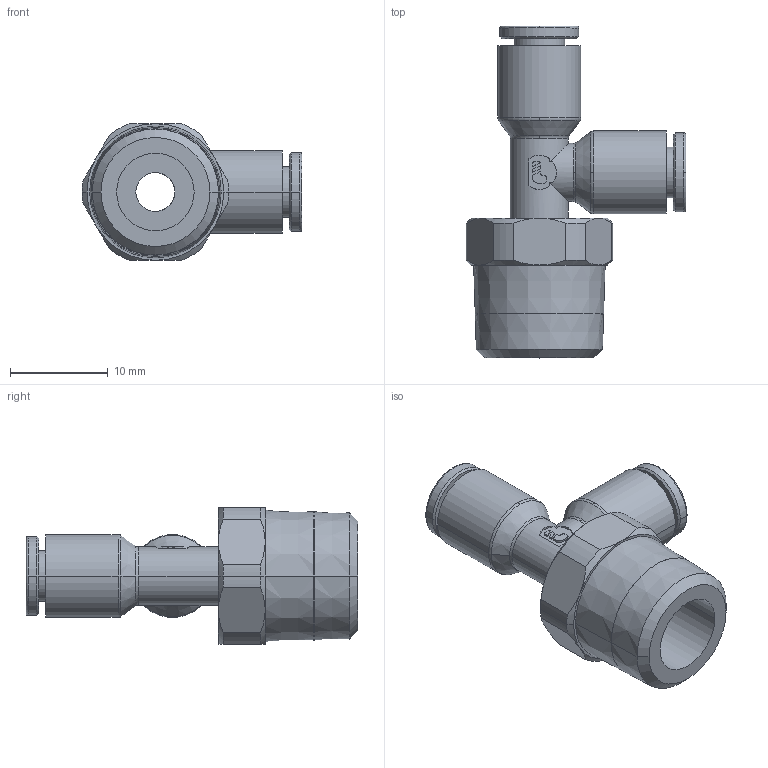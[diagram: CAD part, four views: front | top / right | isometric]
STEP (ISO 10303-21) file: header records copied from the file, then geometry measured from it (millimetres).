
FILE_DESCRIPTION(('STEP AP214'),'1');
FILE_NAME('3103_04_13.stp','2016-07-07T14:13:10',('TraceParts'),('TraceParts S.A.'),'Spatial InterOp 3D',' ',' ');
FILE_SCHEMA(('automotive_design'));
Length unit declared in the file: millimetre
Products named in the file (1): 1
Bounding box: 22.5 x 34 x 14 mm (x, y, z)
Volume: 2604.6 mm3; surface area: 2557.5 mm2
Topology: 1 solids, 1 shells, 117 faces, 295 edges, 191 vertices
Faces by surface type: cylinder 40, plane 35, cone 30, torus 12
Entity records: 3708 total; most frequent: CARTESIAN_POINT 802, DIRECTION 659, ORIENTED_EDGE 590, EDGE_CURVE 295, AXIS2_PLACEMENT_3D 276, VERTEX_POINT 191, CIRCLE 150, EDGE_LOOP 132
